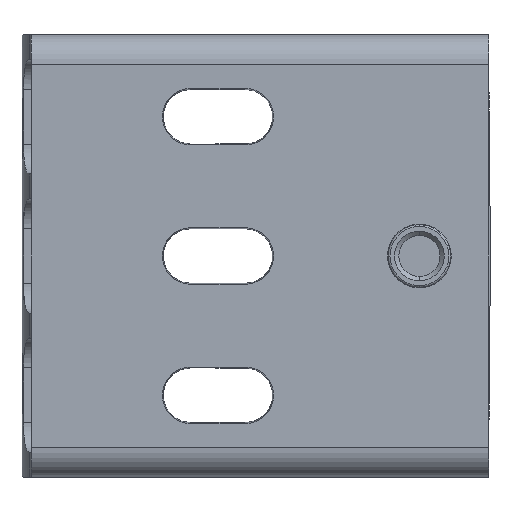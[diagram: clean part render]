
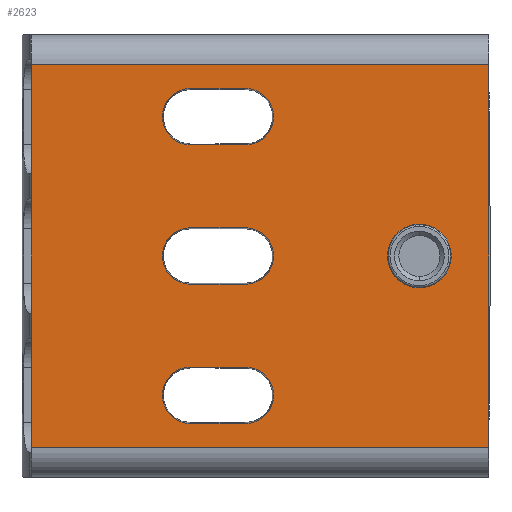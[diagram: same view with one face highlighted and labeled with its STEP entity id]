
A CAD part, front view. The second image highlights one B-rep face of the part: STEP entity #2623.
In plain terms, the highlighted planar face has unit normal (0, -1, 0).
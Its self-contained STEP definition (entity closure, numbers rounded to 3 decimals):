
#93=DIRECTION('',(0.,0.,1.));
#94=VECTOR('',#93,38.5);
#95=CARTESIAN_POINT('',(27.56,0.,-19.25));
#96=LINE('',#95,#94);
#376=CARTESIAN_POINT('',(-2.44,0.,-14.));
#377=DIRECTION('',(0.,1.,0.));
#378=DIRECTION('',(0.,0.,-1.));
#379=AXIS2_PLACEMENT_3D('',#376,#377,#378);
#381=DIRECTION('',(-1.,0.,0.));
#382=VECTOR('',#381,5.5);
#383=CARTESIAN_POINT('',(3.06,0.,-16.837));
#384=LINE('',#383,#382);
#385=CARTESIAN_POINT('',(3.06,0.,-14.));
#386=DIRECTION('',(0.,1.,0.));
#387=DIRECTION('',(0.,0.,1.));
#388=AXIS2_PLACEMENT_3D('',#385,#386,#387);
#390=DIRECTION('',(1.,0.,0.));
#391=VECTOR('',#390,5.5);
#392=CARTESIAN_POINT('',(-2.44,0.,-11.163));
#393=LINE('',#392,#391);
#394=DIRECTION('',(1.,0.,0.));
#395=VECTOR('',#394,5.5);
#396=CARTESIAN_POINT('',(-2.44,0.,16.837));
#397=LINE('',#396,#395);
#398=CARTESIAN_POINT('',(-2.44,0.,14.));
#399=DIRECTION('',(0.,1.,0.));
#400=DIRECTION('',(0.,0.,-1.));
#401=AXIS2_PLACEMENT_3D('',#398,#399,#400);
#403=DIRECTION('',(-1.,0.,0.));
#404=VECTOR('',#403,5.5);
#405=CARTESIAN_POINT('',(3.06,0.,11.163));
#406=LINE('',#405,#404);
#407=CARTESIAN_POINT('',(3.06,0.,14.));
#408=DIRECTION('',(0.,1.,0.));
#409=DIRECTION('',(0.,0.,1.));
#410=AXIS2_PLACEMENT_3D('',#407,#408,#409);
#412=CARTESIAN_POINT('',(-2.44,0.,0.));
#413=DIRECTION('',(0.,1.,0.));
#414=DIRECTION('',(0.,0.,-1.));
#415=AXIS2_PLACEMENT_3D('',#412,#413,#414);
#417=DIRECTION('',(-1.,0.,0.));
#418=VECTOR('',#417,5.5);
#419=CARTESIAN_POINT('',(3.06,0.,-2.837));
#420=LINE('',#419,#418);
#421=CARTESIAN_POINT('',(3.06,0.,0.));
#422=DIRECTION('',(0.,1.,0.));
#423=DIRECTION('',(0.,0.,1.));
#424=AXIS2_PLACEMENT_3D('',#421,#422,#423);
#426=DIRECTION('',(1.,0.,0.));
#427=VECTOR('',#426,5.5);
#428=CARTESIAN_POINT('',(-2.44,0.,2.837));
#429=LINE('',#428,#427);
#430=CARTESIAN_POINT('',(20.56,0.,0.));
#431=DIRECTION('',(0.,1.,0.));
#432=DIRECTION('',(1.,0.,0.));
#433=AXIS2_PLACEMENT_3D('',#430,#431,#432);
#435=CARTESIAN_POINT('',(20.56,0.,0.));
#436=DIRECTION('',(0.,1.,0.));
#437=DIRECTION('',(-1.,0.,0.));
#438=AXIS2_PLACEMENT_3D('',#435,#436,#437);
#440=DIRECTION('',(-1.,0.,0.));
#441=VECTOR('',#440,46.);
#442=CARTESIAN_POINT('',(27.56,0.,-19.25));
#443=LINE('',#442,#441);
#444=DIRECTION('',(0.,0.,1.));
#445=VECTOR('',#444,38.5);
#446=CARTESIAN_POINT('',(-18.44,0.,-19.25));
#447=LINE('',#446,#445);
#448=DIRECTION('',(1.,0.,0.));
#449=VECTOR('',#448,46.);
#450=CARTESIAN_POINT('',(-18.44,0.,19.25));
#451=LINE('',#450,#449);
#1879=CARTESIAN_POINT('',(-18.44,0.,-19.25));
#1881=VERTEX_POINT('',#1879);
#1882=CARTESIAN_POINT('',(27.56,0.,-19.25));
#1883=VERTEX_POINT('',#1882);
#1887=CARTESIAN_POINT('',(27.56,0.,19.25));
#1889=VERTEX_POINT('',#1887);
#1890=CARTESIAN_POINT('',(-18.44,0.,19.25));
#1891=VERTEX_POINT('',#1890);
#2044=CARTESIAN_POINT('',(23.76,0.,0.));
#2045=CARTESIAN_POINT('',(17.36,0.,0.));
#2046=VERTEX_POINT('',#2044);
#2047=VERTEX_POINT('',#2045);
#2086=CARTESIAN_POINT('',(-2.44,0.,-16.837));
#2087=CARTESIAN_POINT('',(-2.44,0.,-11.163));
#2088=VERTEX_POINT('',#2086);
#2089=VERTEX_POINT('',#2087);
#2090=CARTESIAN_POINT('',(3.06,0.,-11.163));
#2091=VERTEX_POINT('',#2090);
#2092=CARTESIAN_POINT('',(3.06,0.,-16.837));
#2093=VERTEX_POINT('',#2092);
#2094=CARTESIAN_POINT('',(-2.44,0.,16.837));
#2095=CARTESIAN_POINT('',(3.06,0.,16.837));
#2096=VERTEX_POINT('',#2094);
#2097=VERTEX_POINT('',#2095);
#2098=CARTESIAN_POINT('',(3.06,0.,11.163));
#2099=VERTEX_POINT('',#2098);
#2100=CARTESIAN_POINT('',(-2.44,0.,11.163));
#2101=VERTEX_POINT('',#2100);
#2102=CARTESIAN_POINT('',(-2.44,0.,-2.837));
#2103=CARTESIAN_POINT('',(-2.44,0.,2.837));
#2104=VERTEX_POINT('',#2102);
#2105=VERTEX_POINT('',#2103);
#2106=CARTESIAN_POINT('',(3.06,0.,2.837));
#2107=VERTEX_POINT('',#2106);
#2108=CARTESIAN_POINT('',(3.06,0.,-2.837));
#2109=VERTEX_POINT('',#2108);
#2574=CARTESIAN_POINT('',(-18.44,0.,-22.25));
#2575=DIRECTION('',(0.,-1.,0.));
#2576=DIRECTION('',(1.,0.,0.));
#2577=AXIS2_PLACEMENT_3D('',#2574,#2575,#2576);
#2578=PLANE('',#2577);
#2580=ORIENTED_EDGE('',*,*,#2579,.T.);
#2582=ORIENTED_EDGE('',*,*,#2581,.T.);
#2584=ORIENTED_EDGE('',*,*,#2583,.T.);
#2585=ORIENTED_EDGE('',*,*,#2257,.F.);
#2586=EDGE_LOOP('',(#2580,#2582,#2584,#2585));
#2587=FACE_OUTER_BOUND('',#2586,.F.);
#2589=ORIENTED_EDGE('',*,*,#2588,.F.);
#2591=ORIENTED_EDGE('',*,*,#2590,.F.);
#2593=ORIENTED_EDGE('',*,*,#2592,.F.);
#2595=ORIENTED_EDGE('',*,*,#2594,.F.);
#2596=EDGE_LOOP('',(#2589,#2591,#2593,#2595));
#2597=FACE_BOUND('',#2596,.F.);
#2599=ORIENTED_EDGE('',*,*,#2598,.F.);
#2601=ORIENTED_EDGE('',*,*,#2600,.F.);
#2603=ORIENTED_EDGE('',*,*,#2602,.F.);
#2605=ORIENTED_EDGE('',*,*,#2604,.F.);
#2606=EDGE_LOOP('',(#2599,#2601,#2603,#2605));
#2607=FACE_BOUND('',#2606,.F.);
#2609=ORIENTED_EDGE('',*,*,#2608,.F.);
#2611=ORIENTED_EDGE('',*,*,#2610,.F.);
#2612=EDGE_LOOP('',(#2609,#2611));
#2613=FACE_BOUND('',#2612,.F.);
#2614=ORIENTED_EDGE('',*,*,#2564,.F.);
#2616=ORIENTED_EDGE('',*,*,#2615,.F.);
#2618=ORIENTED_EDGE('',*,*,#2617,.F.);
#2620=ORIENTED_EDGE('',*,*,#2619,.F.);
#2621=EDGE_LOOP('',(#2614,#2616,#2618,#2620));
#2622=FACE_BOUND('',#2621,.F.);
#2623=ADVANCED_FACE('',(#2587,#2597,#2607,#2613,#2622),#2578,.T.);
#380=CIRCLE('',#379,2.837);
#389=CIRCLE('',#388,2.837);
#402=CIRCLE('',#401,2.837);
#411=CIRCLE('',#410,2.837);
#416=CIRCLE('',#415,2.837);
#425=CIRCLE('',#424,2.837);
#434=CIRCLE('',#433,3.2);
#439=CIRCLE('',#438,3.2);
#2257=EDGE_CURVE('',#1883,#1889,#96,.T.);
#2564=EDGE_CURVE('',#2088,#2089,#380,.T.);
#2579=EDGE_CURVE('',#1883,#1881,#443,.T.);
#2581=EDGE_CURVE('',#1881,#1891,#447,.T.);
#2583=EDGE_CURVE('',#1891,#1889,#451,.T.);
#2588=EDGE_CURVE('',#2096,#2097,#397,.T.);
#2590=EDGE_CURVE('',#2101,#2096,#402,.T.);
#2592=EDGE_CURVE('',#2099,#2101,#406,.T.);
#2594=EDGE_CURVE('',#2097,#2099,#411,.T.);
#2598=EDGE_CURVE('',#2104,#2105,#416,.T.);
#2600=EDGE_CURVE('',#2109,#2104,#420,.T.);
#2602=EDGE_CURVE('',#2107,#2109,#425,.T.);
#2604=EDGE_CURVE('',#2105,#2107,#429,.T.);
#2608=EDGE_CURVE('',#2046,#2047,#434,.T.);
#2610=EDGE_CURVE('',#2047,#2046,#439,.T.);
#2615=EDGE_CURVE('',#2093,#2088,#384,.T.);
#2617=EDGE_CURVE('',#2091,#2093,#389,.T.);
#2619=EDGE_CURVE('',#2089,#2091,#393,.T.);
